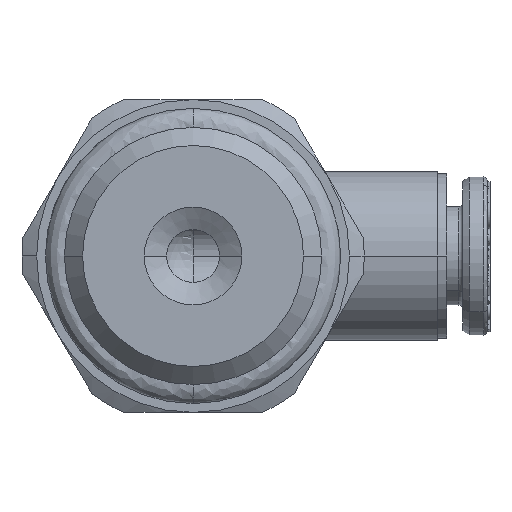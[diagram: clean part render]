
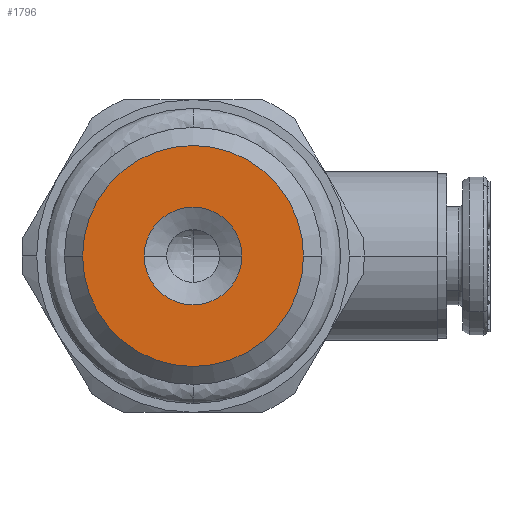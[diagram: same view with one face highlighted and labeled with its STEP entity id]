
A CAD part, front view. The second image highlights one B-rep face of the part: STEP entity #1796.
In plain terms, the highlighted planar face has unit normal (0, -1, 0).
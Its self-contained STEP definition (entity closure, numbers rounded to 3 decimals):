
#1796=ADVANCED_FACE('NONE',(#3920,#3921),#3922,.F.);
#3920=FACE_OUTER_BOUND('',#8223,.T.);
#3921=FACE_BOUND('',#8224,.T.);
#3922=PLANE('',#8225);
#8223=EDGE_LOOP('',(#14526,#14527));
#8224=EDGE_LOOP('',(#14528,#14529));
#8225=AXIS2_PLACEMENT_3D('',#14530,#14531,#14532);
#14526=ORIENTED_EDGE('',*,*,#19642,.F.);
#14527=ORIENTED_EDGE('',*,*,#19643,.F.);
#14528=ORIENTED_EDGE('',*,*,#19644,.F.);
#14529=ORIENTED_EDGE('',*,*,#19645,.F.);
#14530=CARTESIAN_POINT('',(0.0,-23.3,0.0));
#14531=DIRECTION('',(-0.0,1.0,0.0));
#14532=DIRECTION('',(1.0,0.0,0.0));
#19642=EDGE_CURVE('NONE',#23732,#23733,#23734,.T.);
#19643=EDGE_CURVE('NONE',#23733,#23732,#23735,.T.);
#19644=EDGE_CURVE('NONE',#23736,#23737,#23738,.T.);
#19645=EDGE_CURVE('NONE',#23737,#23736,#23739,.T.);
#23732=VERTEX_POINT('NONE',#30940);
#23733=VERTEX_POINT('',#30941);
#23734=CIRCLE('',#30942,5.65);
#23735=CIRCLE('',#30943,5.65);
#23736=VERTEX_POINT('NONE',#30944);
#23737=VERTEX_POINT('',#30945);
#23738=CIRCLE('',#30946,2.5);
#23739=CIRCLE('',#30947,2.5);
#30940=CARTESIAN_POINT('',(-5.65,-23.3,0.0));
#30941=CARTESIAN_POINT('',(5.65,-23.3,0.));
#30942=AXIS2_PLACEMENT_3D('',#34978,#34979,#34980);
#30943=AXIS2_PLACEMENT_3D('',#34981,#34982,#34983);
#30944=CARTESIAN_POINT('',(-2.5,-23.3,0.0));
#30945=CARTESIAN_POINT('',(2.5,-23.3,0.));
#30946=AXIS2_PLACEMENT_3D('',#34984,#34985,#34986);
#30947=AXIS2_PLACEMENT_3D('',#34987,#34988,#34989);
#34978=CARTESIAN_POINT('',(0.0,-23.3,0.0));
#34979=DIRECTION('',(0.0,1.0,0.0));
#34980=DIRECTION('',(-1.0,0.0,0.0));
#34981=CARTESIAN_POINT('',(0.0,-23.3,0.0));
#34982=DIRECTION('',(0.0,1.0,0.0));
#34983=DIRECTION('',(-1.0,0.0,0.0));
#34984=CARTESIAN_POINT('',(0.0,-23.3,0.0));
#34985=DIRECTION('',(0.0,-1.0,0.0));
#34986=DIRECTION('',(-1.0,0.0,0.0));
#34987=CARTESIAN_POINT('',(0.0,-23.3,0.0));
#34988=DIRECTION('',(0.0,-1.0,0.0));
#34989=DIRECTION('',(-1.0,0.0,0.0));
